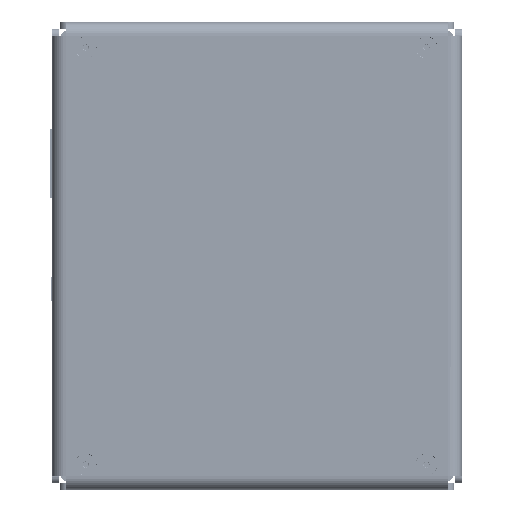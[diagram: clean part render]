
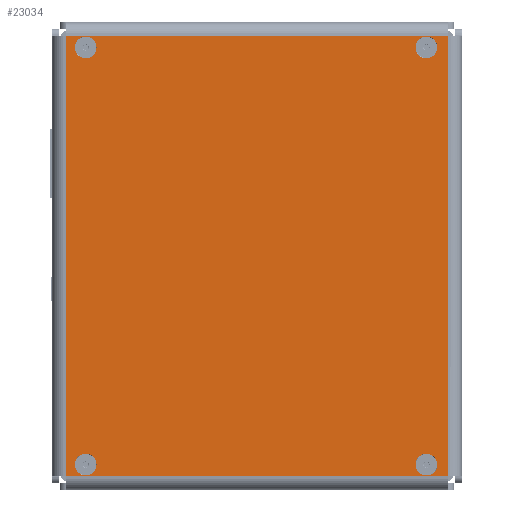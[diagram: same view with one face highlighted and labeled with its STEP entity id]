
A CAD part, front view. The second image highlights one B-rep face of the part: STEP entity #23034.
In plain terms, the highlighted planar face has unit normal (0, -1, 0).
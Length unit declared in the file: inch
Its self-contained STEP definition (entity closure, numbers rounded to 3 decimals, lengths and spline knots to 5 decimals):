
#3429=FACE_BOUND($,#7393,.T.);
#3430=FACE_BOUND($,#7394,.T.);
#3431=FACE_BOUND($,#7395,.T.);
#3432=FACE_BOUND($,#7396,.T.);
#3433=FACE_BOUND($,#7397,.T.);
#3991=CIRCLE($,#25506,0.0995);
#3994=CIRCLE($,#25511,0.0995);
#3997=CIRCLE($,#25516,0.0995);
#4000=CIRCLE($,#25521,0.0995);
#7393=EDGE_LOOP($,(#20966));
#7394=EDGE_LOOP($,(#20967));
#7395=EDGE_LOOP($,(#20968));
#7396=EDGE_LOOP($,(#20969));
#7397=EDGE_LOOP($,(#20970,#20971,#20972,#20973));
#9197=LINE($,#45035,#11016);
#9201=LINE($,#45051,#11020);
#9205=LINE($,#45067,#11024);
#9208=LINE($,#45079,#11027);
#11016=VECTOR($,#32493,3.50091);
#11020=VECTOR($,#32513,3.50091);
#11024=VECTOR($,#32537,4.035);
#11027=VECTOR($,#32558,4.035);
#12837=VERTEX_POINT($,#44568);
#12840=VERTEX_POINT($,#44576);
#12843=VERTEX_POINT($,#44584);
#12846=VERTEX_POINT($,#44592);
#12993=VERTEX_POINT($,#45032);
#12994=VERTEX_POINT($,#45034);
#12997=VERTEX_POINT($,#45048);
#12998=VERTEX_POINT($,#45050);
#15428=EDGE_CURVE($,#12837,#12837,#3991,.T.);
#15431=EDGE_CURVE($,#12840,#12840,#3994,.T.);
#15434=EDGE_CURVE($,#12843,#12843,#3997,.T.);
#15437=EDGE_CURVE($,#12846,#12846,#4000,.T.);
#15655=EDGE_CURVE($,#12994,#12993,#9197,.T.);
#15663=EDGE_CURVE($,#12998,#12997,#9201,.T.);
#15672=EDGE_CURVE($,#12997,#12994,#9205,.T.);
#15680=EDGE_CURVE($,#12993,#12998,#9208,.T.);
#20966=ORIENTED_EDGE($,*,*,#15428,.T.);
#20967=ORIENTED_EDGE($,*,*,#15431,.T.);
#20968=ORIENTED_EDGE($,*,*,#15434,.T.);
#20969=ORIENTED_EDGE($,*,*,#15437,.T.);
#20970=ORIENTED_EDGE($,*,*,#15655,.T.);
#20971=ORIENTED_EDGE($,*,*,#15680,.T.);
#20972=ORIENTED_EDGE($,*,*,#15663,.T.);
#20973=ORIENTED_EDGE($,*,*,#15672,.T.);
#21917=PLANE($,#25704);
#23034=ADVANCED_FACE($,(#3429,#3430,#3431,#3432,#3433),#21917,.F.);
#25506=AXIS2_PLACEMENT_3D($,#44569,#32017,#32018);
#25511=AXIS2_PLACEMENT_3D($,#44577,#32027,#32028);
#25516=AXIS2_PLACEMENT_3D($,#44585,#32037,#32038);
#25521=AXIS2_PLACEMENT_3D($,#44593,#32047,#32048);
#25704=AXIS2_PLACEMENT_3D($,#45085,#32568,#32569);
#32017=DIRECTION('center_axis',(0.,1.,0.));
#32018=DIRECTION('ref_axis',(1.,0.,0.));
#32027=DIRECTION('center_axis',(0.,1.,0.));
#32028=DIRECTION('ref_axis',(1.,0.,0.));
#32037=DIRECTION('center_axis',(0.,1.,0.));
#32038=DIRECTION('ref_axis',(1.,0.,0.));
#32047=DIRECTION('center_axis',(0.,1.,0.));
#32048=DIRECTION('ref_axis',(1.,0.,0.));
#32493=DIRECTION($,(0.,0.,-1.));
#32513=DIRECTION($,(0.,0.,1.));
#32537=DIRECTION($,(-1.,0.,0.));
#32558=DIRECTION($,(1.,0.,0.));
#32568=DIRECTION('center_axis',(0.,1.,0.));
#32569=DIRECTION('ref_axis',(0.,0.,1.));
#44568=CARTESIAN_POINT('',(-1.82259,-0.06225,1.4712));
#44569=CARTESIAN_POINT('Origin',(-1.92209,-0.06225,1.4712));
#44576=CARTESIAN_POINT('',(-1.82221,-0.06225,-1.6488));
#44577=CARTESIAN_POINT('Origin',(-1.92171,-0.06225,-1.6488));
#44584=CARTESIAN_POINT('',(1.99779,-0.06225,-1.64833));
#44585=CARTESIAN_POINT('Origin',(1.89829,-0.06225,-1.64833));
#44592=CARTESIAN_POINT('',(1.99741,-0.06225,1.47167));
#44593=CARTESIAN_POINT('Origin',(1.89791,-0.06225,1.47167));
#45032=CARTESIAN_POINT('',(-2.02921,-0.06225,-1.84745));
#45034=CARTESIAN_POINT('',(-2.02921,-0.06225,1.65346));
#45035=CARTESIAN_POINT($,(-2.02921,-0.06225,0.77823));
#45048=CARTESIAN_POINT('',(2.00579,-0.06225,1.65346));
#45050=CARTESIAN_POINT('',(2.00579,-0.06225,-1.84745));
#45051=CARTESIAN_POINT($,(2.00579,-0.06225,-0.97222));
#45067=CARTESIAN_POINT($,(2.06829,-0.06225,1.65346));
#45079=CARTESIAN_POINT($,(-2.09171,-0.06225,-1.84745));
#45085=CARTESIAN_POINT('Origin',(-0.01171,-0.06225,-0.097));
